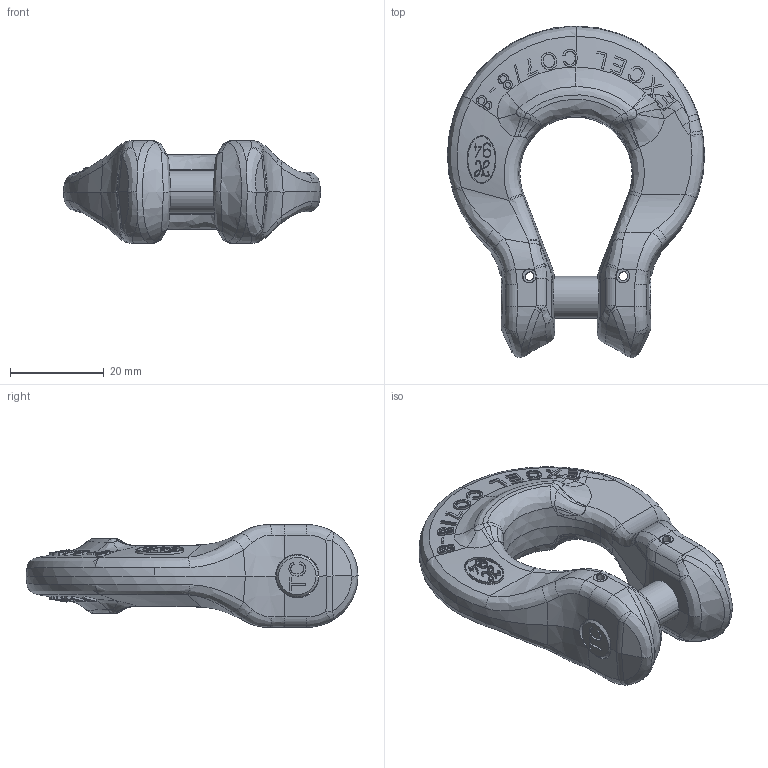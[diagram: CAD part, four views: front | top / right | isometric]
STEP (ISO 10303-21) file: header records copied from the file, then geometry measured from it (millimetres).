
FILE_DESCRIPTION(('STEP AP214'),'1');
FILE_NAME('co7-8j.stp','2018-02-28T09:14:37',('TraceParts'),('TraceParts S.A.'),'Spatial InterOp 3D',' ',' ');
FILE_SCHEMA(('automotive_design'));
Length unit declared in the file: millimetre
Products named in the file (4): co7-8j_1; co7-8j_2; co7-8j_3; co7-8j_4
Bounding box: 55 x 70.98 x 22 mm (x, y, z)
Volume: 25835.1 mm3; surface area: 10373.3 mm2
Topology: 4 solids, 4 shells, 704 faces, 1799 edges, 1129 vertices
Faces by surface type: bspline 377, plane 211, cylinder 81, cone 35
Entity records: 43725 total; most frequent: CARTESIAN_POINT 24251, ORIENTED_EDGE 3592, EDGE_CURVE 1796, DIRECTION 1684, VERTEX_POINT 1129, B_SPLINE_CURVE_WITH_KNOTS 978, EDGE_LOOP 749, STYLED_ITEM 708
